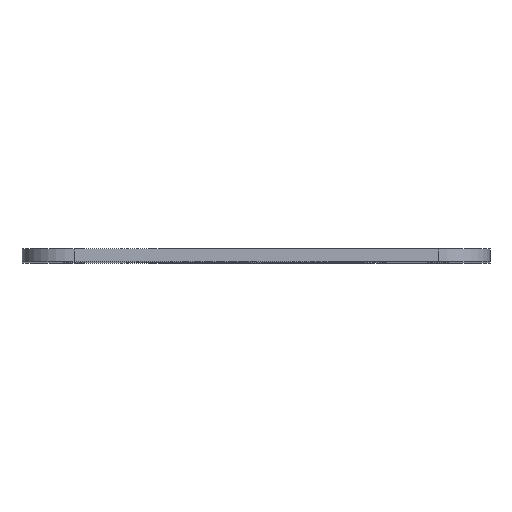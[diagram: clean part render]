
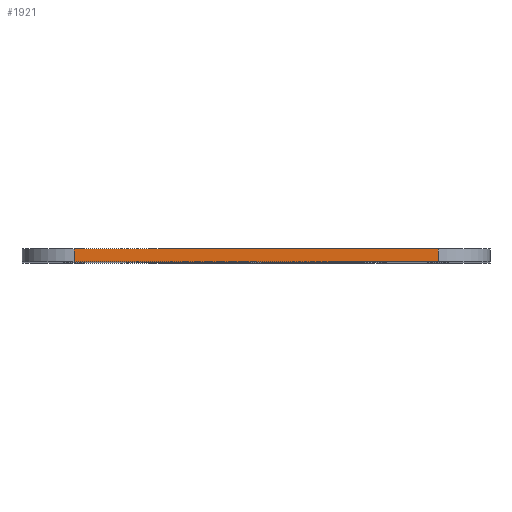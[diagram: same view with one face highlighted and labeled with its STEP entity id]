
A CAD part, top view. The second image highlights one B-rep face of the part: STEP entity #1921.
In plain terms, the highlighted planar face has unit normal (0, 0, 1).
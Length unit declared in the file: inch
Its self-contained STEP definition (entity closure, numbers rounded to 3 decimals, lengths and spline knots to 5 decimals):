
#43 = VERTEX_POINT ( 'NONE', #862 ) ;
#76 = DIRECTION ( 'NONE',  ( 1., 0., 0. ) ) ;
#185 = LINE ( 'NONE', #2176, #515 ) ;
#229 = VERTEX_POINT ( 'NONE', #2241 ) ;
#241 = CARTESIAN_POINT ( 'NONE',  ( -2.25, 0.125, 3.5 ) ) ;
#364 = FACE_OUTER_BOUND ( 'NONE', #2282, .T. ) ;
#442 = CARTESIAN_POINT ( 'NONE',  ( -2.25, 0.125, 3.5 ) ) ;
#515 = VECTOR ( 'NONE', #2386, 39.37008 ) ;
#519 = CARTESIAN_POINT ( 'NONE',  ( 1.75, 0.125, 3.5 ) ) ;
#585 = CARTESIAN_POINT ( 'NONE',  ( 1.75, 0.125, 3.5 ) ) ;
#769 = VECTOR ( 'NONE', #2158, 39.37008 ) ;
#834 = ORIENTED_EDGE ( 'NONE', *, *, #2484, .T. ) ;
#849 = CARTESIAN_POINT ( 'NONE',  ( -2.25, 0., 3.5 ) ) ;
#850 = ORIENTED_EDGE ( 'NONE', *, *, #1916, .F. ) ;
#862 = CARTESIAN_POINT ( 'NONE',  ( -1.75, 0.125, 3.5 ) ) ;
#970 = ORIENTED_EDGE ( 'NONE', *, *, #1544, .T. ) ;
#1038 = PLANE ( 'NONE',  #2435 ) ;
#1097 = VECTOR ( 'NONE', #76, 39.37008 ) ;
#1157 = LINE ( 'NONE', #849, #769 ) ;
#1170 = VERTEX_POINT ( 'NONE', #1315 ) ;
#1315 = CARTESIAN_POINT ( 'NONE',  ( 1.75, 0., 3.5 ) ) ;
#1544 = EDGE_CURVE ( 'NONE', #1170, #1882, #1845, .T. ) ;
#1621 = DIRECTION ( 'NONE',  ( -1., 0., 0. ) ) ;
#1845 = LINE ( 'NONE', #519, #2295 ) ;
#1868 = ORIENTED_EDGE ( 'NONE', *, *, #1926, .T. ) ;
#1882 = VERTEX_POINT ( 'NONE', #585 ) ;
#1916 = EDGE_CURVE ( 'NONE', #43, #1882, #2293, .T. ) ;
#1921 = ADVANCED_FACE ( 'NONE', ( #364 ), #1038, .F. ) ;
#1926 = EDGE_CURVE ( 'NONE', #229, #1170, #1157, .T. ) ;
#2158 = DIRECTION ( 'NONE',  ( 1., 0., 0. ) ) ;
#2176 = CARTESIAN_POINT ( 'NONE',  ( -1.75, 0.125, 3.5 ) ) ;
#2182 = DIRECTION ( 'NONE',  ( 0., 0., -1. ) ) ;
#2209 = DIRECTION ( 'NONE',  ( 0., 1., 0. ) ) ;
#2241 = CARTESIAN_POINT ( 'NONE',  ( -1.75, 0., 3.5 ) ) ;
#2282 = EDGE_LOOP ( 'NONE', ( #1868, #970, #850, #834 ) ) ;
#2293 = LINE ( 'NONE', #442, #1097 ) ;
#2295 = VECTOR ( 'NONE', #2209, 39.37008 ) ;
#2386 = DIRECTION ( 'NONE',  ( 0., -1., 0. ) ) ;
#2435 = AXIS2_PLACEMENT_3D ( 'NONE', #241, #2182, #1621 ) ;
#2484 = EDGE_CURVE ( 'NONE', #43, #229, #185, .T. ) ;
